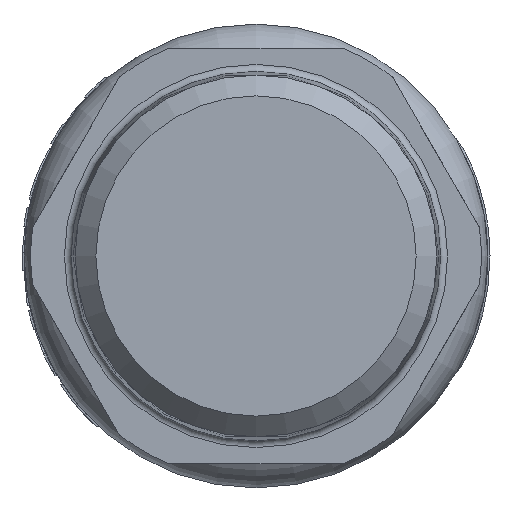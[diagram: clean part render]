
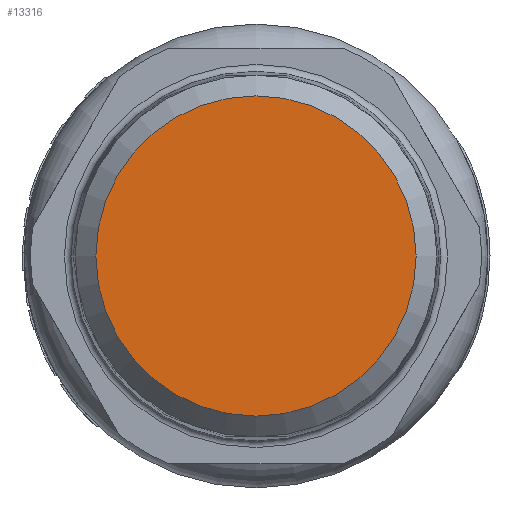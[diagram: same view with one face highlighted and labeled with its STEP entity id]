
A CAD part, left-side view. The second image highlights one B-rep face of the part: STEP entity #13316.
In plain terms, the highlighted planar face has unit normal (-1, 0, 0).
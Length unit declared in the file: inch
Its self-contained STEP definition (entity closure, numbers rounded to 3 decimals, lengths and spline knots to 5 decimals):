
#2900=FACE_OUTER_BOUND('',#3631,.T.);
#3631=EDGE_LOOP('',(#11104,#11105));
#4241=CIRCLE('',#14468,0.45535);
#4242=CIRCLE('',#14469,0.45535);
#5518=VERTEX_POINT('',#27046);
#5519=VERTEX_POINT('',#27047);
#7420=EDGE_CURVE('',#5518,#5519,#4241,.T.);
#7421=EDGE_CURVE('',#5519,#5518,#4242,.T.);
#11104=ORIENTED_EDGE('',*,*,#7420,.T.);
#11105=ORIENTED_EDGE('',*,*,#7421,.T.);
#11951=PLANE('',#14467);
#13316=ADVANCED_FACE('',(#2900),#11951,.T.);
#14467=AXIS2_PLACEMENT_3D('',#27045,#17219,#17220);
#14468=AXIS2_PLACEMENT_3D('',#27048,#17221,#17222);
#14469=AXIS2_PLACEMENT_3D('',#27049,#17223,#17224);
#17219=DIRECTION('center_axis',(-1.,0.,0.));
#17220=DIRECTION('ref_axis',(0.,0.,-1.));
#17221=DIRECTION('center_axis',(-1.,0.,0.));
#17222=DIRECTION('ref_axis',(0.,-1.,0.));
#17223=DIRECTION('center_axis',(-1.,0.,0.));
#17224=DIRECTION('ref_axis',(0.,-1.,0.));
#27045=CARTESIAN_POINT('Origin',(-1.0748,-0.51246,0.));
#27046=CARTESIAN_POINT('',(-1.0748,-0.45535,0.));
#27047=CARTESIAN_POINT('',(-1.0748,0.45535,0.));
#27048=CARTESIAN_POINT('Origin',(-1.0748,0.,0.));
#27049=CARTESIAN_POINT('Origin',(-1.0748,0.,0.));
